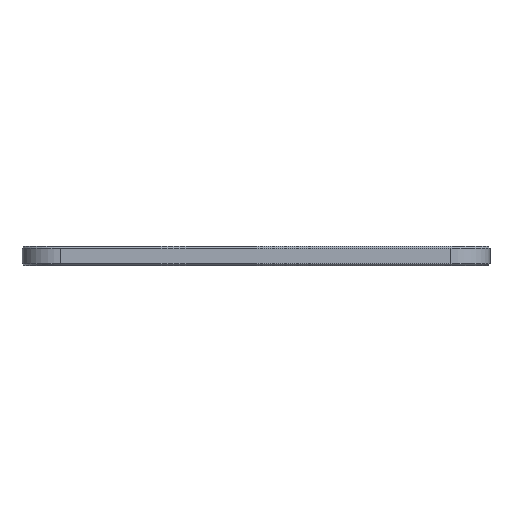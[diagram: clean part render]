
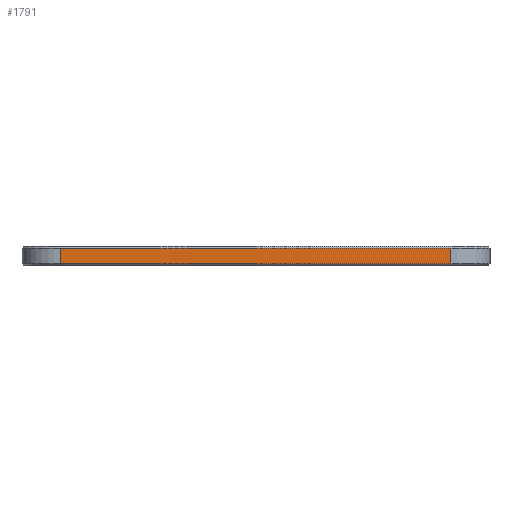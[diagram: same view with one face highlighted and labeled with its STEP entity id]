
A CAD part, left-side view. The second image highlights one B-rep face of the part: STEP entity #1791.
In plain terms, the highlighted planar face has unit normal (-1, 0, 0).
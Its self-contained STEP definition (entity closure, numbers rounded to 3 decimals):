
#101 = PLANE('',#102);
#102 = AXIS2_PLACEMENT_3D('',#103,#104,#105);
#103 = CARTESIAN_POINT('',(-6.1,62.5,0.15));
#104 = DIRECTION('',(0.707,0.,0.707));
#105 = DIRECTION('',(0.,-1.,0.));
#701 = VERTEX_POINT('',#702);
#702 = CARTESIAN_POINT('',(-6.25,62.5,0.3));
#717 = CYLINDRICAL_SURFACE('',#718,6.25);
#718 = AXIS2_PLACEMENT_3D('',#719,#720,#721);
#719 = CARTESIAN_POINT('',(0.,62.5,0.));
#720 = DIRECTION('',(-0.,-0.,-1.));
#721 = DIRECTION('',(1.,0.,0.));
#810 = EDGE_CURVE('',#701,#811,#813,.T.);
#811 = VERTEX_POINT('',#812);
#812 = CARTESIAN_POINT('',(-6.25,0.,0.3));
#813 = SURFACE_CURVE('',#814,(#818,#825),.PCURVE_S1.);
#814 = LINE('',#815,#816);
#815 = CARTESIAN_POINT('',(-6.25,62.5,0.3));
#816 = VECTOR('',#817,1.);
#817 = DIRECTION('',(-0.,-1.,-0.));
#818 = PCURVE('',#101,#819);
#819 = DEFINITIONAL_REPRESENTATION('',(#820),#824);
#820 = LINE('',#821,#822);
#821 = CARTESIAN_POINT('',(0.,-0.212));
#822 = VECTOR('',#823,1.);
#823 = DIRECTION('',(1.,0.));
#824 = ( GEOMETRIC_REPRESENTATION_CONTEXT(2) 
PARAMETRIC_REPRESENTATION_CONTEXT() REPRESENTATION_CONTEXT('2D SPACE',''
  ) );
#825 = PCURVE('',#826,#831);
#826 = PLANE('',#827);
#827 = AXIS2_PLACEMENT_3D('',#828,#829,#830);
#828 = CARTESIAN_POINT('',(-6.25,0.,0.));
#829 = DIRECTION('',(-1.,0.,0.));
#830 = DIRECTION('',(0.,1.,0.));
#831 = DEFINITIONAL_REPRESENTATION('',(#832),#836);
#832 = LINE('',#833,#834);
#833 = CARTESIAN_POINT('',(62.5,-0.3));
#834 = VECTOR('',#835,1.);
#835 = DIRECTION('',(-1.,0.));
#836 = ( GEOMETRIC_REPRESENTATION_CONTEXT(2) 
PARAMETRIC_REPRESENTATION_CONTEXT() REPRESENTATION_CONTEXT('2D SPACE',''
  ) );
#933 = CYLINDRICAL_SURFACE('',#934,6.25);
#934 = AXIS2_PLACEMENT_3D('',#935,#936,#937);
#935 = CARTESIAN_POINT('',(0.,0.,0.));
#936 = DIRECTION('',(-0.,-0.,-1.));
#937 = DIRECTION('',(1.,0.,0.));
#1687 = VERTEX_POINT('',#1688);
#1688 = CARTESIAN_POINT('',(-6.25,62.5,2.825));
#1715 = EDGE_CURVE('',#701,#1687,#1716,.T.);
#1716 = SURFACE_CURVE('',#1717,(#1721,#1728),.PCURVE_S1.);
#1717 = LINE('',#1718,#1719);
#1718 = CARTESIAN_POINT('',(-6.25,62.5,0.));
#1719 = VECTOR('',#1720,1.);
#1720 = DIRECTION('',(0.,0.,1.));
#1721 = PCURVE('',#717,#1722);
#1722 = DEFINITIONAL_REPRESENTATION('',(#1723),#1727);
#1723 = LINE('',#1724,#1725);
#1724 = CARTESIAN_POINT('',(-3.142,0.));
#1725 = VECTOR('',#1726,1.);
#1726 = DIRECTION('',(-0.,-1.));
#1727 = ( GEOMETRIC_REPRESENTATION_CONTEXT(2) 
PARAMETRIC_REPRESENTATION_CONTEXT() REPRESENTATION_CONTEXT('2D SPACE',''
  ) );
#1728 = PCURVE('',#826,#1729);
#1729 = DEFINITIONAL_REPRESENTATION('',(#1730),#1734);
#1730 = LINE('',#1731,#1732);
#1731 = CARTESIAN_POINT('',(62.5,0.));
#1732 = VECTOR('',#1733,1.);
#1733 = DIRECTION('',(0.,-1.));
#1734 = ( GEOMETRIC_REPRESENTATION_CONTEXT(2) 
PARAMETRIC_REPRESENTATION_CONTEXT() REPRESENTATION_CONTEXT('2D SPACE',''
  ) );
#1791 = ADVANCED_FACE('',(#1792),#826,.T.);
#1792 = FACE_BOUND('',#1793,.T.);
#1793 = EDGE_LOOP('',(#1794,#1817,#1843,#1844));
#1794 = ORIENTED_EDGE('',*,*,#1795,.T.);
#1795 = EDGE_CURVE('',#811,#1796,#1798,.T.);
#1796 = VERTEX_POINT('',#1797);
#1797 = CARTESIAN_POINT('',(-6.25,0.,2.825));
#1798 = SURFACE_CURVE('',#1799,(#1803,#1810),.PCURVE_S1.);
#1799 = LINE('',#1800,#1801);
#1800 = CARTESIAN_POINT('',(-6.25,0.,0.));
#1801 = VECTOR('',#1802,1.);
#1802 = DIRECTION('',(0.,0.,1.));
#1803 = PCURVE('',#826,#1804);
#1804 = DEFINITIONAL_REPRESENTATION('',(#1805),#1809);
#1805 = LINE('',#1806,#1807);
#1806 = CARTESIAN_POINT('',(0.,0.));
#1807 = VECTOR('',#1808,1.);
#1808 = DIRECTION('',(0.,-1.));
#1809 = ( GEOMETRIC_REPRESENTATION_CONTEXT(2) 
PARAMETRIC_REPRESENTATION_CONTEXT() REPRESENTATION_CONTEXT('2D SPACE',''
  ) );
#1810 = PCURVE('',#933,#1811);
#1811 = DEFINITIONAL_REPRESENTATION('',(#1812),#1816);
#1812 = LINE('',#1813,#1814);
#1813 = CARTESIAN_POINT('',(-3.142,0.));
#1814 = VECTOR('',#1815,1.);
#1815 = DIRECTION('',(-0.,-1.));
#1816 = ( GEOMETRIC_REPRESENTATION_CONTEXT(2) 
PARAMETRIC_REPRESENTATION_CONTEXT() REPRESENTATION_CONTEXT('2D SPACE',''
  ) );
#1817 = ORIENTED_EDGE('',*,*,#1818,.F.);
#1818 = EDGE_CURVE('',#1687,#1796,#1819,.T.);
#1819 = SURFACE_CURVE('',#1820,(#1824,#1831),.PCURVE_S1.);
#1820 = LINE('',#1821,#1822);
#1821 = CARTESIAN_POINT('',(-6.25,62.5,2.825));
#1822 = VECTOR('',#1823,1.);
#1823 = DIRECTION('',(-0.,-1.,-0.));
#1824 = PCURVE('',#826,#1825);
#1825 = DEFINITIONAL_REPRESENTATION('',(#1826),#1830);
#1826 = LINE('',#1827,#1828);
#1827 = CARTESIAN_POINT('',(62.5,-2.825));
#1828 = VECTOR('',#1829,1.);
#1829 = DIRECTION('',(-1.,0.));
#1830 = ( GEOMETRIC_REPRESENTATION_CONTEXT(2) 
PARAMETRIC_REPRESENTATION_CONTEXT() REPRESENTATION_CONTEXT('2D SPACE',''
  ) );
#1831 = PCURVE('',#1832,#1837);
#1832 = PLANE('',#1833);
#1833 = AXIS2_PLACEMENT_3D('',#1834,#1835,#1836);
#1834 = CARTESIAN_POINT('',(-6.1,62.5,2.975));
#1835 = DIRECTION('',(-0.707,0.,0.707
    ));
#1836 = DIRECTION('',(0.,-1.,0.));
#1837 = DEFINITIONAL_REPRESENTATION('',(#1838),#1842);
#1838 = LINE('',#1839,#1840);
#1839 = CARTESIAN_POINT('',(0.,-0.212));
#1840 = VECTOR('',#1841,1.);
#1841 = DIRECTION('',(1.,0.));
#1842 = ( GEOMETRIC_REPRESENTATION_CONTEXT(2) 
PARAMETRIC_REPRESENTATION_CONTEXT() REPRESENTATION_CONTEXT('2D SPACE',''
  ) );
#1843 = ORIENTED_EDGE('',*,*,#1715,.F.);
#1844 = ORIENTED_EDGE('',*,*,#810,.T.);
